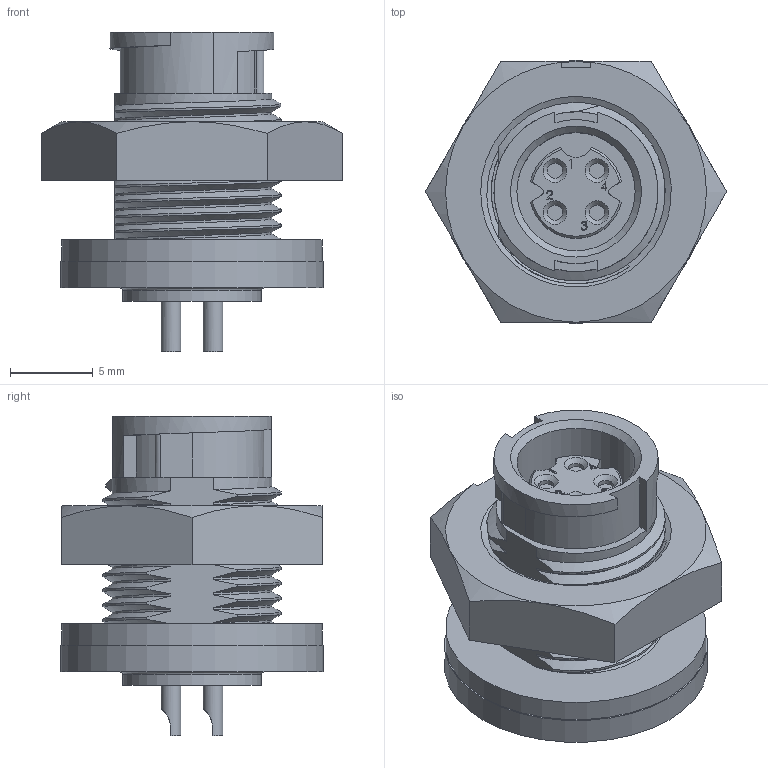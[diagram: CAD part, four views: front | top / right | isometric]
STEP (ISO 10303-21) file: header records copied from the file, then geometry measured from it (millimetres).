
FILE_DESCRIPTION (( 'STEP AP203' ), '1' );
FILE_NAME ('17882-4SG-300.STEP', '2021-08-23T16:28:32', ( '' ), ( '' ), 'SwSTEP 2.0', 'SolidWorks 2020', '' );
FILE_SCHEMA (( 'CONFIG_CONTROL_DESIGN' ));
Length unit declared in the file: inch
Products named in the file (1): 17882-4SG-300
Bounding box: 18.18 x 15.88 x 19.3 mm (x, y, z)
Volume: 1788.9 mm3; surface area: 2341.4 mm2
Topology: 2 solids, 2 shells, 254 faces, 661 edges, 436 vertices
Faces by surface type: plane 120, bspline 64, cylinder 52, cone 16, torus 2
Full cylindrical faces by diameter (mm): 0.914 x4, 1.194 x4, 6.477 x1, 7.137 x1, 8.382 x1, 15.748 x1, 15.875 x1
Entity records: 16601 total; most frequent: CARTESIAN_POINT 11017, ORIENTED_EDGE 1266, DIRECTION 886, EDGE_CURVE 633, VERTEX_POINT 429, VECTOR 344, LINE 344, EDGE_LOOP 302
